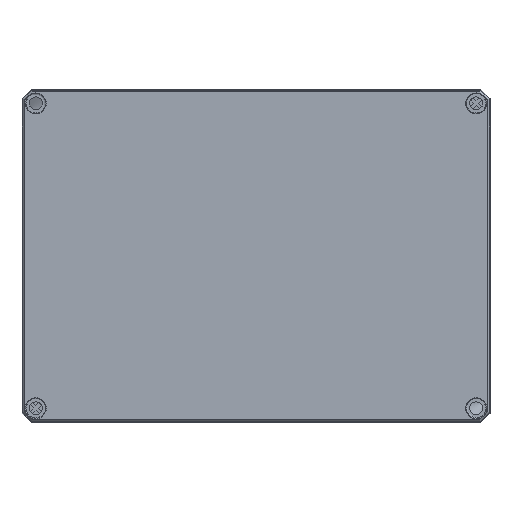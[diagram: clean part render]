
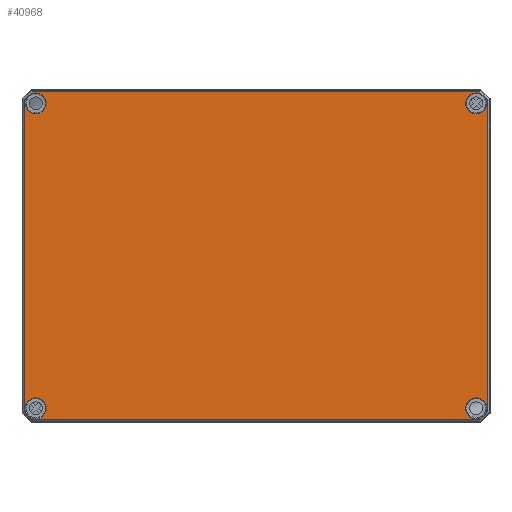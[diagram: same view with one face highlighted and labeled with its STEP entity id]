
A CAD part, top view. The second image highlights one B-rep face of the part: STEP entity #40968.
In plain terms, the highlighted planar face has unit normal (0, 0, 1).
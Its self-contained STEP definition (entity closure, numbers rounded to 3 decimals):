
#2614=FACE_BOUND('',#14415,.T.);
#2615=FACE_BOUND('',#14416,.T.);
#2616=FACE_BOUND('',#14417,.T.);
#2617=FACE_BOUND('',#14418,.T.);
#5104=LINE('',#74399,#8225);
#5105=LINE('',#74401,#8226);
#5106=LINE('',#74403,#8227);
#5107=LINE('',#74405,#8228);
#5108=LINE('',#74407,#8229);
#5109=LINE('',#74409,#8230);
#5110=LINE('',#74411,#8231);
#5111=LINE('',#74412,#8232);
#8225=VECTOR('',#52948,10.);
#8226=VECTOR('',#52949,10.);
#8227=VECTOR('',#52950,10.);
#8228=VECTOR('',#52951,10.);
#8229=VECTOR('',#52952,10.);
#8230=VECTOR('',#52953,10.);
#8231=VECTOR('',#52954,10.);
#8232=VECTOR('',#52955,10.);
#9647=PLANE('',#44222);
#11693=FACE_OUTER_BOUND('',#14414,.T.);
#14414=EDGE_LOOP('',(#35695,#35696,#35697,#35698,#35699,#35700,#35701,#35702));
#14415=EDGE_LOOP('',(#35703));
#14416=EDGE_LOOP('',(#35704));
#14417=EDGE_LOOP('',(#35705));
#14418=EDGE_LOOP('',(#35706));
#16178=CIRCLE('',#44217,5.672);
#16182=CIRCLE('',#44223,5.672);
#16183=CIRCLE('',#44224,5.672);
#16184=CIRCLE('',#44225,5.672);
#19767=VERTEX_POINT('',#74387);
#19770=VERTEX_POINT('',#74397);
#19771=VERTEX_POINT('',#74398);
#19772=VERTEX_POINT('',#74400);
#19773=VERTEX_POINT('',#74402);
#19774=VERTEX_POINT('',#74404);
#19775=VERTEX_POINT('',#74406);
#19776=VERTEX_POINT('',#74408);
#19777=VERTEX_POINT('',#74410);
#19778=VERTEX_POINT('',#74413);
#19779=VERTEX_POINT('',#74415);
#19780=VERTEX_POINT('',#74417);
#25162=EDGE_CURVE('',#19767,#19767,#16178,.T.);
#25167=EDGE_CURVE('',#19770,#19771,#5104,.T.);
#25168=EDGE_CURVE('',#19772,#19770,#5105,.T.);
#25169=EDGE_CURVE('',#19773,#19772,#5106,.T.);
#25170=EDGE_CURVE('',#19774,#19773,#5107,.T.);
#25171=EDGE_CURVE('',#19775,#19774,#5108,.T.);
#25172=EDGE_CURVE('',#19776,#19775,#5109,.T.);
#25173=EDGE_CURVE('',#19777,#19776,#5110,.T.);
#25174=EDGE_CURVE('',#19771,#19777,#5111,.T.);
#25175=EDGE_CURVE('',#19778,#19778,#16182,.T.);
#25176=EDGE_CURVE('',#19779,#19779,#16183,.T.);
#25177=EDGE_CURVE('',#19780,#19780,#16184,.T.);
#35695=ORIENTED_EDGE('',*,*,#25167,.F.);
#35696=ORIENTED_EDGE('',*,*,#25168,.F.);
#35697=ORIENTED_EDGE('',*,*,#25169,.F.);
#35698=ORIENTED_EDGE('',*,*,#25170,.F.);
#35699=ORIENTED_EDGE('',*,*,#25171,.F.);
#35700=ORIENTED_EDGE('',*,*,#25172,.F.);
#35701=ORIENTED_EDGE('',*,*,#25173,.F.);
#35702=ORIENTED_EDGE('',*,*,#25174,.F.);
#35703=ORIENTED_EDGE('',*,*,#25175,.F.);
#35704=ORIENTED_EDGE('',*,*,#25176,.F.);
#35705=ORIENTED_EDGE('',*,*,#25177,.F.);
#35706=ORIENTED_EDGE('',*,*,#25162,.F.);
#40968=ADVANCED_FACE('',(#11693,#2614,#2615,#2616,#2617),#9647,.T.);
#44217=AXIS2_PLACEMENT_3D('',#74388,#52935,#52936);
#44222=AXIS2_PLACEMENT_3D('',#74396,#52946,#52947);
#44223=AXIS2_PLACEMENT_3D('',#74414,#52956,#52957);
#44224=AXIS2_PLACEMENT_3D('',#74416,#52958,#52959);
#44225=AXIS2_PLACEMENT_3D('',#74418,#52960,#52961);
#52935=DIRECTION('center_axis',(0.,0.,1.));
#52936=DIRECTION('ref_axis',(-1.,0.,0.));
#52946=DIRECTION('center_axis',(0.,0.,1.));
#52947=DIRECTION('ref_axis',(1.,0.,0.));
#52948=DIRECTION('',(0.707,-0.707,0.));
#52949=DIRECTION('',(1.,0.,0.));
#52950=DIRECTION('',(0.707,0.707,0.));
#52951=DIRECTION('',(0.,1.,0.));
#52952=DIRECTION('',(-0.707,0.707,0.));
#52953=DIRECTION('',(-1.,0.,0.));
#52954=DIRECTION('',(-0.707,-0.707,0.));
#52955=DIRECTION('',(0.,-1.,0.));
#52956=DIRECTION('center_axis',(0.,0.,1.));
#52957=DIRECTION('ref_axis',(1.,0.,0.));
#52958=DIRECTION('center_axis',(0.,0.,1.));
#52959=DIRECTION('ref_axis',(1.,0.,0.));
#52960=DIRECTION('center_axis',(0.,0.,1.));
#52961=DIRECTION('ref_axis',(-1.,0.,0.));
#74387=CARTESIAN_POINT('',(-113.828,82.75,39.));
#74388=CARTESIAN_POINT('Origin',(-119.5,82.75,39.));
#74396=CARTESIAN_POINT('Origin',(0.,0.,
39.));
#74397=CARTESIAN_POINT('',(121.445,88.91,39.));
#74398=CARTESIAN_POINT('',(125.66,84.695,39.));
#74399=CARTESIAN_POINT('',(113.115,97.24,39.));
#74400=CARTESIAN_POINT('',(-121.445,88.91,39.));
#74401=CARTESIAN_POINT('',(-61.,88.91,39.));
#74402=CARTESIAN_POINT('',(-125.66,84.695,39.));
#74403=CARTESIAN_POINT('',(-115.615,94.74,39.));
#74404=CARTESIAN_POINT('',(-125.66,-84.695,39.));
#74405=CARTESIAN_POINT('',(-125.66,-42.625,39.));
#74406=CARTESIAN_POINT('',(-121.445,-88.91,39.));
#74407=CARTESIAN_POINT('',(-113.115,-97.24,39.));
#74408=CARTESIAN_POINT('',(121.445,-88.91,39.));
#74409=CARTESIAN_POINT('',(61.,-88.91,39.));
#74410=CARTESIAN_POINT('',(125.66,-84.695,39.));
#74411=CARTESIAN_POINT('',(115.615,-94.74,39.));
#74412=CARTESIAN_POINT('',(125.66,42.625,39.));
#74413=CARTESIAN_POINT('',(125.172,82.75,39.));
#74414=CARTESIAN_POINT('Origin',(119.5,82.75,39.));
#74415=CARTESIAN_POINT('',(125.172,-82.75,39.));
#74416=CARTESIAN_POINT('Origin',(119.5,-82.75,39.));
#74417=CARTESIAN_POINT('',(-113.828,-82.75,39.));
#74418=CARTESIAN_POINT('Origin',(-119.5,-82.75,39.));
